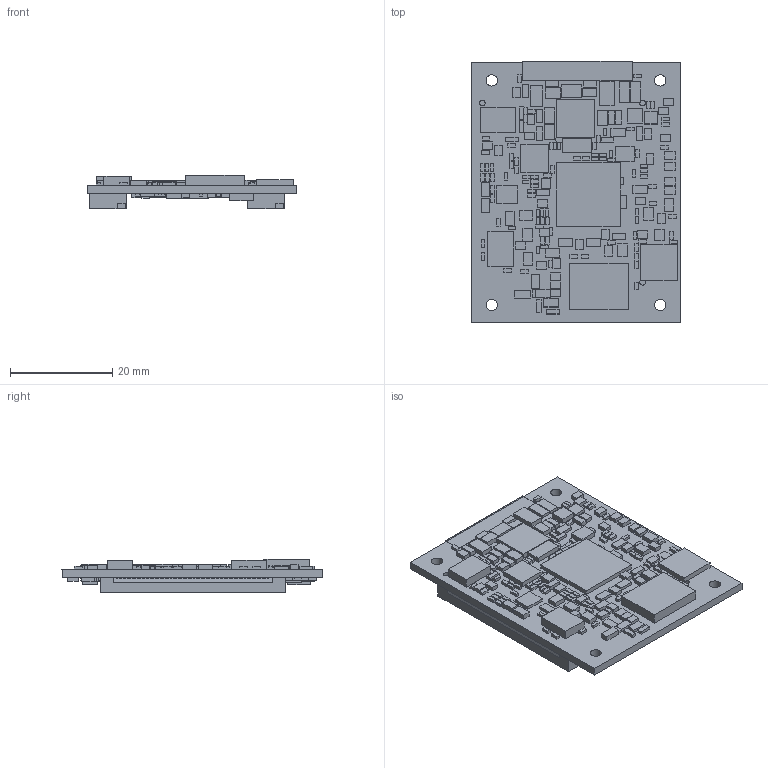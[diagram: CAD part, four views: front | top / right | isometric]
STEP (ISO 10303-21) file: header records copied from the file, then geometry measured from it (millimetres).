
FILE_DESCRIPTION(('FreeCAD Model'),'2;1');
FILE_NAME('1347-2.step','2013-04-09T15:36:47', ('FreeCAD'),('FreeCAD'),'Open CASCADE STEP processor 6.3','FreeCAD', 'Unknown');
FILE_SCHEMA(('AUTOMOTIVE_DESIGN_CC2 { 1 2 10303 214 -1 1 5 4 }'));
Length unit declared in the file: millimetre
Products named in the file (345): R30; C37; C104; C1; C10; C40; C2; C123; C145; C131; C102; C157; C87; C30; C100; C59; C128; C122; R152; R137; C44; C39; D3; C28; C3; C106; R57; J15; U8; C35; C4; J4; TP16; R3; C141; R59; L1; C175; R38; C86 ...
Bounding box: 41 x 51.27 x 6.63 mm (x, y, z)
Volume: 4575.8 mm3; surface area: 13256.9 mm2
Topology: 344 solids, 4508 shells, 6207 faces, 30809 edges, 29438 vertices
Faces by surface type: bspline 4144, plane 2008, cylinder 35, revolution 20
Full cylindrical faces by diameter (mm): 1.1 x3, 2.2 x4
Entity records: 584801 total; most frequent: CARTESIAN_POINT 123105, DIRECTION 62283, LINE 57835, VECTOR 57835, ORIENTED_EDGE 34854, PCURVE 34854, DEFINITIONAL_REPRESENTATION 34854, EDGE_CURVE 30789
